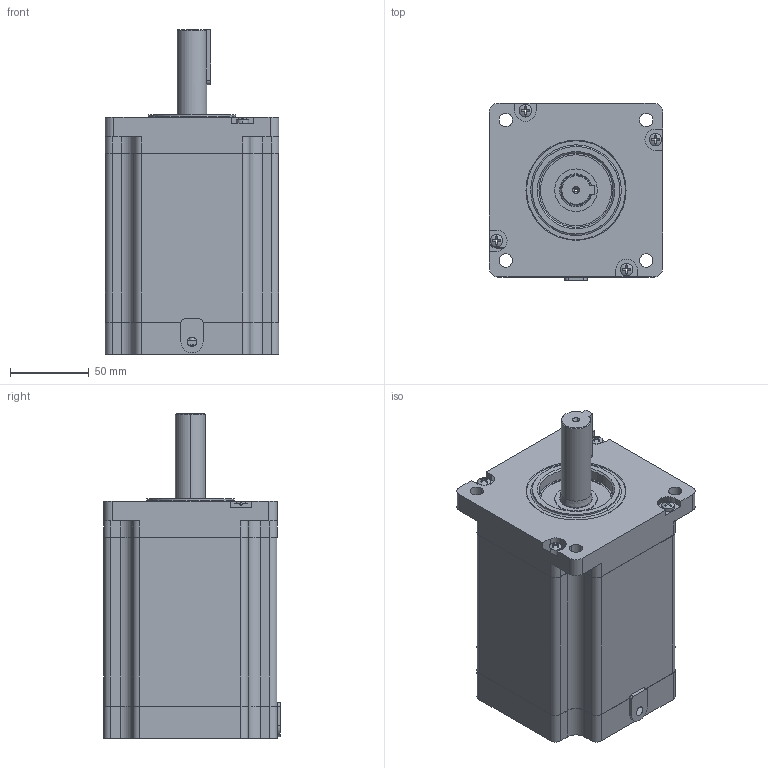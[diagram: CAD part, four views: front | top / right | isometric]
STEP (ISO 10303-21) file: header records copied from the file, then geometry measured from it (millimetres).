
FILE_DESCRIPTION((''),'2;1');
FILE_NAME('FL110STH150-6504A_SW0002','2021-04-14T09:14:07',('guhaibo'),(''),'CREO PARAMETRIC BY PTC INC, 2017110','CREO PARAMETRIC BY PTC INC, 2017110','');
FILE_SCHEMA(('CONFIG_CONTROL_DESIGN'));
Length unit declared in the file: millimetre
Products named in the file (1): FL110STH150-6504A_SW0002
Bounding box: 110 x 112 x 205.8 mm (x, y, z)
Surface area: 92607.8 mm2 (no closed solid volume)
Topology: 0 solids, 10 shells, 170 faces, 620 edges, 451 vertices
Faces by surface type: plane 80, cylinder 65, cone 11, sphere 8, torus 6
Entity records: 6715 total; most frequent: DIRECTION 1261, CARTESIAN_POINT 1257, ORIENTED_EDGE 950, EDGE_CURVE 616, AXIS2_PLACEMENT_3D 479, VERTEX_POINT 451, CIRCLE 309, VECTOR 303
